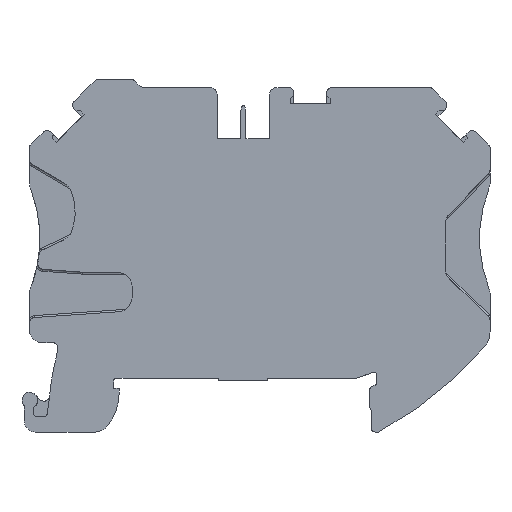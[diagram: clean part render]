
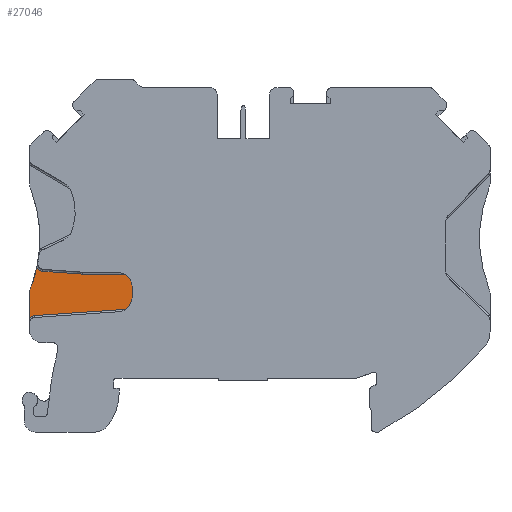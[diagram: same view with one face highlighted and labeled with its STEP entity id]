
A CAD part, front view. The second image highlights one B-rep face of the part: STEP entity #27046.
In plain terms, the highlighted planar face has unit normal (0, -1, 0).
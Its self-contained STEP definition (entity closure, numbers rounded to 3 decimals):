
#1001=CIRCLE('',#28527,1.);
#1007=CIRCLE('',#28536,17.875);
#1008=CIRCLE('',#28537,2.525);
#1009=CIRCLE('',#28538,1.);
#3968=ORIENTED_EDGE('',*,*,#8639,.T.);
#3969=ORIENTED_EDGE('',*,*,#8637,.T.);
#3970=ORIENTED_EDGE('',*,*,#8644,.T.);
#3971=ORIENTED_EDGE('',*,*,#8651,.T.);
#3972=ORIENTED_EDGE('',*,*,#8768,.T.);
#3973=ORIENTED_EDGE('',*,*,#8776,.T.);
#3974=ORIENTED_EDGE('',*,*,#8777,.T.);
#3975=ORIENTED_EDGE('',*,*,#8778,.F.);
#3976=ORIENTED_EDGE('',*,*,#8779,.T.);
#8637=EDGE_CURVE('',#11178,#11170,#13149,.F.);
#8639=EDGE_CURVE('',#11181,#11178,#13151,.T.);
#8644=EDGE_CURVE('',#11170,#11184,#13154,.T.);
#8651=EDGE_CURVE('',#11184,#11189,#13158,.T.);
#8768=EDGE_CURVE('',#11189,#11273,#1001,.T.);
#8776=EDGE_CURVE('',#11273,#11279,#1007,.T.);
#8777=EDGE_CURVE('',#11279,#11280,#1008,.F.);
#8778=EDGE_CURVE('',#11281,#11280,#13224,.T.);
#8779=EDGE_CURVE('',#11281,#11181,#1009,.T.);
#11170=VERTEX_POINT('',#38181);
#11178=VERTEX_POINT('',#38203);
#11181=VERTEX_POINT('',#38214);
#11184=VERTEX_POINT('',#38224);
#11189=VERTEX_POINT('',#38237);
#11273=VERTEX_POINT('',#38619);
#11279=VERTEX_POINT('',#38640);
#11280=VERTEX_POINT('',#38642);
#11281=VERTEX_POINT('',#38644);
#13149=LINE('',#38209,#15170);
#13151=LINE('',#38213,#15172);
#13154=LINE('',#38223,#15175);
#13158=LINE('',#38238,#15179);
#13224=LINE('',#38643,#15245);
#15170=VECTOR('',#32097,1000.);
#15172=VECTOR('',#32101,1000.);
#15175=VECTOR('',#32112,1000.);
#15179=VECTOR('',#32126,1000.);
#15245=VECTOR('',#32360,1000.);
#16653=EDGE_LOOP('',(#3968,#3969,#3970,#3971,#3972,#3973,#3974,#3975,#3976));
#17813=FACE_BOUND('',#16653,.T.);
#18752=PLANE('',#28535);
#27046=ADVANCED_FACE('',(#17813),#18752,.F.);
#28527=AXIS2_PLACEMENT_3D('',#38621,#32337,#32338);
#28535=AXIS2_PLACEMENT_3D('',#38638,#32354,#32355);
#28536=AXIS2_PLACEMENT_3D('',#38639,#32356,#32357);
#28537=AXIS2_PLACEMENT_3D('',#38641,#32358,#32359);
#28538=AXIS2_PLACEMENT_3D('',#38645,#32361,#32362);
#32097=DIRECTION('',(0.,0.,-1.));
#32101=DIRECTION('',(0.998,0.,0.068));
#32112=DIRECTION('',(-1.,0.,0.));
#32126=DIRECTION('',(-0.998,0.,0.07));
#32337=DIRECTION('',(0.,1.,0.));
#32338=DIRECTION('',(0.,0.,1.));
#32354=DIRECTION('',(0.,1.,0.));
#32355=DIRECTION('',(0.,0.,1.));
#32356=DIRECTION('',(0.,1.,0.));
#32357=DIRECTION('',(0.,0.,1.));
#32358=DIRECTION('',(0.,1.,0.));
#32359=DIRECTION('',(0.,0.,1.));
#32360=DIRECTION('',(0.,0.,1.));
#32361=DIRECTION('',(0.,1.,0.));
#32362=DIRECTION('',(0.,0.,1.));
#38181=CARTESIAN_POINT('',(-15.614,1.7,-6.75));
#38203=CARTESIAN_POINT('',(-15.614,1.7,-11.291));
#38209=CARTESIAN_POINT('',(-15.614,1.7,-6.75));
#38213=CARTESIAN_POINT('',(-52.585,1.7,-13.807));
#38214=CARTESIAN_POINT('',(-29.018,1.7,-12.203));
#38223=CARTESIAN_POINT('',(-22.7,1.7,-6.75));
#38224=CARTESIAN_POINT('',(-22.709,1.7,-6.75));
#38237=CARTESIAN_POINT('',(-27.942,1.7,-6.384));
#38238=CARTESIAN_POINT('',(-53.895,1.7,-4.569));
#38619=CARTESIAN_POINT('',(-28.737,1.7,-5.889));
#38621=CARTESIAN_POINT('',(-27.872,1.7,-5.386));
#38638=CARTESIAN_POINT('',(-53.55,1.7,0.37));
#38639=CARTESIAN_POINT('',(-46.2,1.7,-2.074));
#38640=CARTESIAN_POINT('',(-29.56,1.7,-8.602));
#38641=CARTESIAN_POINT('',(-27.175,1.7,-9.432));
#38642=CARTESIAN_POINT('',(-29.7,1.7,-9.402));
#38643=CARTESIAN_POINT('',(-29.7,1.7,-12.5));
#38644=CARTESIAN_POINT('',(-29.7,1.7,-12.539));
#38645=CARTESIAN_POINT('',(-28.95,1.7,-13.201));
